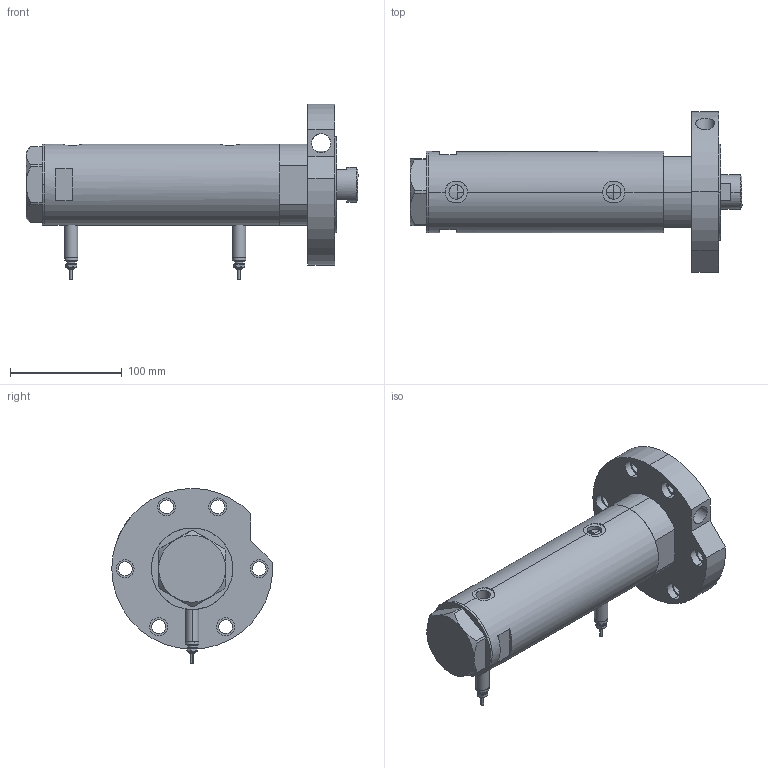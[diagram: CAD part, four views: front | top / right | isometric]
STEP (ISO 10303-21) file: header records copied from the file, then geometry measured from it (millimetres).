
FILE_DESCRIPTION (( 'STEP AP203' ), '1' );
FILE_NAME ('5926.STEP', '2025-03-21T15:13:31', ( '' ), ( '' ), 'SwSTEP 2.0', 'SolidWorks 2019', '' );
FILE_SCHEMA (( 'CONFIG_CONTROL_DESIGN' ));
Length unit declared in the file: millimetre
Products named in the file (7): Switch 490456aa06fdf277ab308b3e4468e4ad; V270CG_VC 490456aa06fdf277ab308b3e4468e4ad; V270CG_BACK 490456aa06fdf277ab308b3e4468e4ad; 5926; V270CG_RF211E 490456aa06fdf277ab308b3e4468e4ad; V270CG_FRONT 490456aa06fdf277ab308b3e4468e4ad; V270CG_MIDDLE 490456aa06fdf277ab308b3e4468e4ad
Assembly tree (7 placements, depth 2):
  5926
    V270CG_MIDDLE 490456aa06fdf277ab308b3e4468e4ad
    V270CG_BACK 490456aa06fdf277ab308b3e4468e4ad
    V270CG_FRONT 490456aa06fdf277ab308b3e4468e4ad
    V270CG_VC 490456aa06fdf277ab308b3e4468e4ad
    V270CG_RF211E 490456aa06fdf277ab308b3e4468e4ad
    Switch 490456aa06fdf277ab308b3e4468e4ad  x2
Bounding box: 297.5 x 143.75 x 157 mm (x, y, z)
Volume: 1322890.6 mm3; surface area: 225649.8 mm2
Topology: 7 solids, 7 shells, 256 faces, 573 edges, 355 vertices
Faces by surface type: cylinder 104, plane 88, cone 40, torus 24
Entity records: 7556 total; most frequent: CARTESIAN_POINT 1936, DIRECTION 1089, ORIENTED_EDGE 954, EDGE_CURVE 477, AXIS2_PLACEMENT_3D 458, VERTEX_POINT 299, EDGE_LOOP 256, CIRCLE 238
